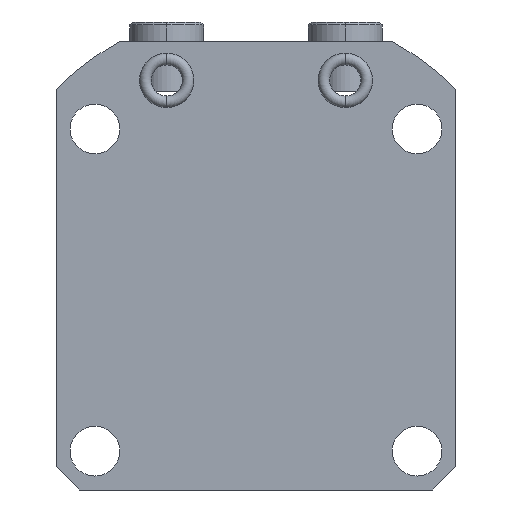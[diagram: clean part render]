
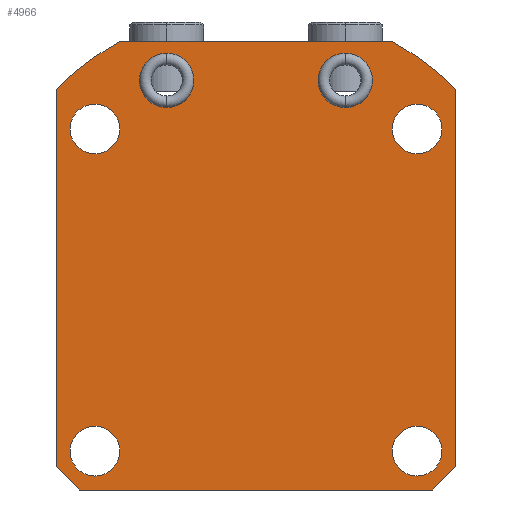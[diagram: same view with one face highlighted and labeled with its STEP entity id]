
A CAD part, front view. The second image highlights one B-rep face of the part: STEP entity #4966.
In plain terms, the highlighted planar face has unit normal (0, -1, 0).
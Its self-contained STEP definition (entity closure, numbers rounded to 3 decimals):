
#1346=CARTESIAN_POINT('',(0.,-35.,0.));
#1347=DIRECTION('',(0.,-1.,0.));
#1348=DIRECTION('',(0.705,0.,0.709));
#1349=AXIS2_PLACEMENT_3D('',#1346,#1347,#1348);
#1376=CARTESIAN_POINT('',(0.,-35.,0.));
#1377=DIRECTION('',(0.,-1.,0.));
#1378=DIRECTION('',(-0.482,0.,0.876));
#1379=AXIS2_PLACEMENT_3D('',#1376,#1377,#1378);
#1406=DIRECTION('',(0.707,0.,0.707));
#1407=VECTOR('',#1406,8.485);
#1408=CARTESIAN_POINT('',(45.5,-35.,-51.5));
#1409=LINE('',#1408,#1407);
#1413=DIRECTION('',(1.,0.,0.));
#1414=VECTOR('',#1413,91.);
#1415=CARTESIAN_POINT('',(-45.5,-35.,-51.5));
#1416=LINE('',#1415,#1414);
#1420=DIRECTION('',(0.707,0.,-0.707));
#1421=VECTOR('',#1420,8.485);
#1422=CARTESIAN_POINT('',(-51.5,-35.,-45.5));
#1423=LINE('',#1422,#1421);
#1427=DIRECTION('',(0.,0.,-1.));
#1428=VECTOR('',#1427,97.273);
#1429=CARTESIAN_POINT('',(-51.5,-35.,51.773));
#1430=LINE('',#1429,#1428);
#1434=DIRECTION('',(-1.,0.,0.));
#1435=VECTOR('',#1434,70.332);
#1436=CARTESIAN_POINT('',(35.166,-35.,64.));
#1437=LINE('',#1436,#1435);
#1441=DIRECTION('',(0.,0.,1.));
#1442=VECTOR('',#1441,97.273);
#1443=CARTESIAN_POINT('',(51.5,-35.,-45.5));
#1444=LINE('',#1443,#1442);
#1448=CARTESIAN_POINT('',(41.5,-35.,-41.5));
#1449=DIRECTION('',(0.,1.,0.));
#1450=DIRECTION('',(1.,0.,0.));
#1451=AXIS2_PLACEMENT_3D('',#1448,#1449,#1450);
#1456=CARTESIAN_POINT('',(41.5,-35.,-41.5));
#1457=DIRECTION('',(0.,1.,0.));
#1458=DIRECTION('',(-1.,0.,0.));
#1459=AXIS2_PLACEMENT_3D('',#1456,#1457,#1458);
#1464=CARTESIAN_POINT('',(-41.5,-35.,-41.5));
#1465=DIRECTION('',(0.,1.,0.));
#1466=DIRECTION('',(1.,0.,0.));
#1467=AXIS2_PLACEMENT_3D('',#1464,#1465,#1466);
#1472=CARTESIAN_POINT('',(-41.5,-35.,-41.5));
#1473=DIRECTION('',(0.,1.,0.));
#1474=DIRECTION('',(-1.,0.,0.));
#1475=AXIS2_PLACEMENT_3D('',#1472,#1473,#1474);
#1480=CARTESIAN_POINT('',(-41.5,-35.,41.5));
#1481=DIRECTION('',(0.,1.,0.));
#1482=DIRECTION('',(1.,0.,0.));
#1483=AXIS2_PLACEMENT_3D('',#1480,#1481,#1482);
#1488=CARTESIAN_POINT('',(-41.5,-35.,41.5));
#1489=DIRECTION('',(0.,1.,0.));
#1490=DIRECTION('',(-1.,0.,0.));
#1491=AXIS2_PLACEMENT_3D('',#1488,#1489,#1490);
#1496=CARTESIAN_POINT('',(41.5,-35.,41.5));
#1497=DIRECTION('',(0.,1.,0.));
#1498=DIRECTION('',(1.,0.,0.));
#1499=AXIS2_PLACEMENT_3D('',#1496,#1497,#1498);
#1504=CARTESIAN_POINT('',(41.5,-35.,41.5));
#1505=DIRECTION('',(0.,1.,0.));
#1506=DIRECTION('',(-1.,0.,0.));
#1507=AXIS2_PLACEMENT_3D('',#1504,#1505,#1506);
#1512=CARTESIAN_POINT('',(23.,-35.,54.));
#1513=DIRECTION('',(0.,-1.,0.));
#1514=DIRECTION('',(-1.,0.,0.));
#1515=AXIS2_PLACEMENT_3D('',#1512,#1513,#1514);
#1520=CARTESIAN_POINT('',(23.,-35.,54.));
#1521=DIRECTION('',(0.,-1.,0.));
#1522=DIRECTION('',(1.,0.,0.));
#1523=AXIS2_PLACEMENT_3D('',#1520,#1521,#1522);
#1528=CARTESIAN_POINT('',(-23.,-35.,54.));
#1529=DIRECTION('',(0.,1.,0.));
#1530=DIRECTION('',(1.,0.,0.));
#1531=AXIS2_PLACEMENT_3D('',#1528,#1529,#1530);
#1536=CARTESIAN_POINT('',(-23.,-35.,54.));
#1537=DIRECTION('',(0.,1.,0.));
#1538=DIRECTION('',(-1.,0.,0.));
#1539=AXIS2_PLACEMENT_3D('',#1536,#1537,#1538);
#3425=CARTESIAN_POINT('',(51.5,-35.,51.773));
#3427=VERTEX_POINT('',#3425);
#3428=CARTESIAN_POINT('',(35.166,-35.,64.));
#3429=VERTEX_POINT('',#3428);
#3430=CARTESIAN_POINT('',(-35.166,-35.,64.));
#3431=VERTEX_POINT('',#3430);
#3433=CARTESIAN_POINT('',(-51.5,-35.,51.773));
#3435=VERTEX_POINT('',#3433);
#3436=CARTESIAN_POINT('',(45.5,-35.,-51.5));
#3438=VERTEX_POINT('',#3436);
#3442=CARTESIAN_POINT('',(51.5,-35.,-45.5));
#3443=VERTEX_POINT('',#3442);
#3444=CARTESIAN_POINT('',(-51.5,-35.,-45.5));
#3446=VERTEX_POINT('',#3444);
#3450=CARTESIAN_POINT('',(-45.5,-35.,-51.5));
#3451=VERTEX_POINT('',#3450);
#3468=CARTESIAN_POINT('',(47.9,-35.,-41.5));
#3469=VERTEX_POINT('',#3468);
#3470=CARTESIAN_POINT('',(35.1,-35.,-41.5));
#3471=VERTEX_POINT('',#3470);
#3472=CARTESIAN_POINT('',(-35.1,-35.,-41.5));
#3473=VERTEX_POINT('',#3472);
#3474=CARTESIAN_POINT('',(-47.9,-35.,-41.5));
#3475=VERTEX_POINT('',#3474);
#3476=CARTESIAN_POINT('',(-35.1,-35.,41.5));
#3477=VERTEX_POINT('',#3476);
#3478=CARTESIAN_POINT('',(-47.9,-35.,41.5));
#3479=VERTEX_POINT('',#3478);
#3480=CARTESIAN_POINT('',(47.9,-35.,41.5));
#3481=VERTEX_POINT('',#3480);
#3482=CARTESIAN_POINT('',(35.1,-35.,41.5));
#3483=VERTEX_POINT('',#3482);
#3536=CARTESIAN_POINT('',(16.,-35.,54.));
#3537=CARTESIAN_POINT('',(30.,-35.,54.));
#3538=VERTEX_POINT('',#3536);
#3539=VERTEX_POINT('',#3537);
#3572=CARTESIAN_POINT('',(-16.,-35.,54.));
#3573=VERTEX_POINT('',#3572);
#3574=CARTESIAN_POINT('',(-30.,-35.,54.));
#3575=VERTEX_POINT('',#3574);
#4914=CARTESIAN_POINT('',(0.,-35.,0.));
#4915=DIRECTION('',(0.,-1.,0.));
#4916=DIRECTION('',(-1.,0.,0.));
#4917=AXIS2_PLACEMENT_3D('',#4914,#4915,#4916);
#4918=PLANE('',#4917);
#4919=ORIENTED_EDGE('',*,*,#4822,.F.);
#4920=ORIENTED_EDGE('',*,*,#4839,.F.);
#4921=ORIENTED_EDGE('',*,*,#4851,.F.);
#4922=ORIENTED_EDGE('',*,*,#4867,.F.);
#4923=ORIENTED_EDGE('',*,*,#4894,.F.);
#4925=ORIENTED_EDGE('',*,*,#4924,.F.);
#4926=ORIENTED_EDGE('',*,*,#4879,.F.);
#4927=ORIENTED_EDGE('',*,*,#4907,.F.);
#4928=EDGE_LOOP('',(#4919,#4920,#4921,#4922,#4923,#4925,#4926,#4927));
#4929=FACE_OUTER_BOUND('',#4928,.F.);
#4931=ORIENTED_EDGE('',*,*,#4930,.F.);
#4933=ORIENTED_EDGE('',*,*,#4932,.F.);
#4934=EDGE_LOOP('',(#4931,#4933));
#4935=FACE_BOUND('',#4934,.F.);
#4937=ORIENTED_EDGE('',*,*,#4936,.F.);
#4939=ORIENTED_EDGE('',*,*,#4938,.F.);
#4940=EDGE_LOOP('',(#4937,#4939));
#4941=FACE_BOUND('',#4940,.F.);
#4943=ORIENTED_EDGE('',*,*,#4942,.F.);
#4945=ORIENTED_EDGE('',*,*,#4944,.F.);
#4946=EDGE_LOOP('',(#4943,#4945));
#4947=FACE_BOUND('',#4946,.F.);
#4949=ORIENTED_EDGE('',*,*,#4948,.F.);
#4951=ORIENTED_EDGE('',*,*,#4950,.F.);
#4952=EDGE_LOOP('',(#4949,#4951));
#4953=FACE_BOUND('',#4952,.F.);
#4955=ORIENTED_EDGE('',*,*,#4954,.T.);
#4957=ORIENTED_EDGE('',*,*,#4956,.T.);
#4958=EDGE_LOOP('',(#4955,#4957));
#4959=FACE_BOUND('',#4958,.F.);
#4961=ORIENTED_EDGE('',*,*,#4960,.F.);
#4963=ORIENTED_EDGE('',*,*,#4962,.F.);
#4964=EDGE_LOOP('',(#4961,#4963));
#4965=FACE_BOUND('',#4964,.F.);
#1350=CIRCLE('',#1349,73.025);
#1380=CIRCLE('',#1379,73.025);
#1452=CIRCLE('',#1451,6.4);
#1460=CIRCLE('',#1459,6.4);
#1468=CIRCLE('',#1467,6.4);
#1476=CIRCLE('',#1475,6.4);
#1484=CIRCLE('',#1483,6.4);
#1492=CIRCLE('',#1491,6.4);
#1500=CIRCLE('',#1499,6.4);
#1508=CIRCLE('',#1507,6.4);
#1516=CIRCLE('',#1515,7.);
#1524=CIRCLE('',#1523,7.);
#1532=CIRCLE('',#1531,7.);
#1540=CIRCLE('',#1539,7.);
#4822=EDGE_CURVE('',#3438,#3443,#1409,.T.);
#4839=EDGE_CURVE('',#3451,#3438,#1416,.T.);
#4851=EDGE_CURVE('',#3446,#3451,#1423,.T.);
#4867=EDGE_CURVE('',#3435,#3446,#1430,.T.);
#4879=EDGE_CURVE('',#3427,#3429,#1350,.T.);
#4894=EDGE_CURVE('',#3431,#3435,#1380,.T.);
#4907=EDGE_CURVE('',#3443,#3427,#1444,.T.);
#4924=EDGE_CURVE('',#3429,#3431,#1437,.T.);
#4930=EDGE_CURVE('',#3469,#3471,#1452,.T.);
#4932=EDGE_CURVE('',#3471,#3469,#1460,.T.);
#4936=EDGE_CURVE('',#3473,#3475,#1468,.T.);
#4938=EDGE_CURVE('',#3475,#3473,#1476,.T.);
#4942=EDGE_CURVE('',#3477,#3479,#1484,.T.);
#4944=EDGE_CURVE('',#3479,#3477,#1492,.T.);
#4948=EDGE_CURVE('',#3481,#3483,#1500,.T.);
#4950=EDGE_CURVE('',#3483,#3481,#1508,.T.);
#4954=EDGE_CURVE('',#3538,#3539,#1516,.T.);
#4956=EDGE_CURVE('',#3539,#3538,#1524,.T.);
#4960=EDGE_CURVE('',#3573,#3575,#1532,.T.);
#4962=EDGE_CURVE('',#3575,#3573,#1540,.T.);
#4966=ADVANCED_FACE('',(#4929,#4935,#4941,#4947,#4953,#4959,#4965),#4918,.T.);
